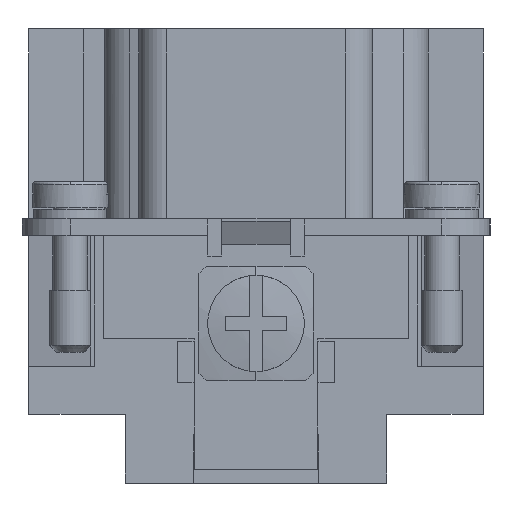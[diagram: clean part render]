
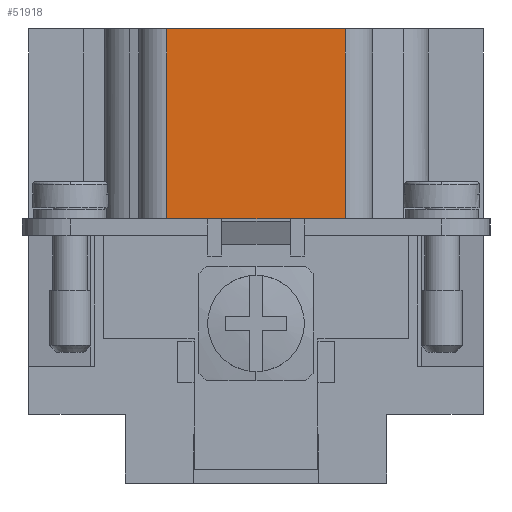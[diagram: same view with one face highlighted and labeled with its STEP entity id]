
A CAD part, left-side view. The second image highlights one B-rep face of the part: STEP entity #51918.
In plain terms, the highlighted planar face has unit normal (-1, 0, 0).
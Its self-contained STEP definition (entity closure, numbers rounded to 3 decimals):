
#47632=CARTESIAN_POINT('',(-55.0,6.5,33.0));
#47633=VERTEX_POINT('',#47632);
#47641=CARTESIAN_POINT('',(-55.0,-6.5,33.0));
#47642=VERTEX_POINT('',#47641);
#47643=CARTESIAN_POINT('',(-55.0,-6.5,33.0));
#47644=DIRECTION('',(0.0,1.0,0.0));
#47645=VECTOR('',#47644,13.);
#47646=LINE('',#47643,#47645);
#47647=EDGE_CURVE('',#47642,#47633,#47646,.T.);
#50804=CARTESIAN_POINT('',(-55.0,-3.5,19.2));
#50805=VERTEX_POINT('',#50804);
#50812=CARTESIAN_POINT('',(-55.0,3.5,19.2));
#50813=VERTEX_POINT('',#50812);
#50814=CARTESIAN_POINT('',(-55.0,3.5,19.2));
#50815=DIRECTION('',(0.0,-1.0,0.0));
#50816=VECTOR('',#50815,7.);
#50817=LINE('',#50814,#50816);
#50818=EDGE_CURVE('',#50813,#50805,#50817,.T.);
#51869=CARTESIAN_POINT('',(-55.0,-6.5,19.2));
#51870=VERTEX_POINT('',#51869);
#51871=CARTESIAN_POINT('',(-55.0,-6.5,19.2));
#51872=DIRECTION('',(0.0,0.0,1.0));
#51873=VECTOR('',#51872,13.8);
#51874=LINE('',#51871,#51873);
#51875=EDGE_CURVE('',#51870,#47642,#51874,.T.);
#51888=CARTESIAN_POINT('',(-55.0,-6.5,19.2));
#51889=DIRECTION('',(-1.0,0.0,0.0));
#51890=DIRECTION('',(0.0,0.0,1.0));
#51891=AXIS2_PLACEMENT_3D('',#51888,#51889,#51890);
#51892=PLANE('',#51891);
#51893=ORIENTED_EDGE('',*,*,#47647,.T.);
#51894=CARTESIAN_POINT('',(-55.0,6.5,19.2));
#51895=VERTEX_POINT('',#51894);
#51896=CARTESIAN_POINT('',(-55.0,6.5,19.2));
#51897=DIRECTION('',(0.0,0.0,1.0));
#51898=VECTOR('',#51897,13.8);
#51899=LINE('',#51896,#51898);
#51900=EDGE_CURVE('',#51895,#47633,#51899,.T.);
#51901=ORIENTED_EDGE('',*,*,#51900,.F.);
#51902=CARTESIAN_POINT('',(-55.0,3.5,19.2));
#51903=DIRECTION('',(0.0,1.0,0.0));
#51904=VECTOR('',#51903,3.);
#51905=LINE('',#51902,#51904);
#51906=EDGE_CURVE('',#50813,#51895,#51905,.T.);
#51907=ORIENTED_EDGE('',*,*,#51906,.F.);
#51908=ORIENTED_EDGE('',*,*,#50818,.T.);
#51909=CARTESIAN_POINT('',(-55.0,-6.5,19.2));
#51910=DIRECTION('',(0.0,1.0,0.0));
#51911=VECTOR('',#51910,3.);
#51912=LINE('',#51909,#51911);
#51913=EDGE_CURVE('',#51870,#50805,#51912,.T.);
#51914=ORIENTED_EDGE('',*,*,#51913,.F.);
#51915=ORIENTED_EDGE('',*,*,#51875,.T.);
#51916=EDGE_LOOP('',(#51893,#51901,#51907,#51908,#51914,#51915));
#51917=FACE_OUTER_BOUND('',#51916,.T.);
#51918=ADVANCED_FACE('',(#51917),#51892,.T.);
